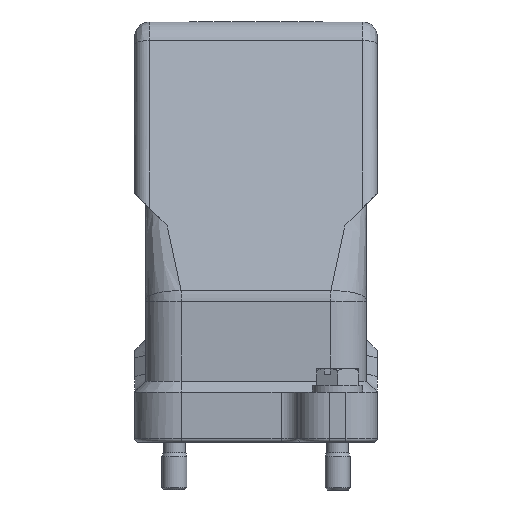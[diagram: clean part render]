
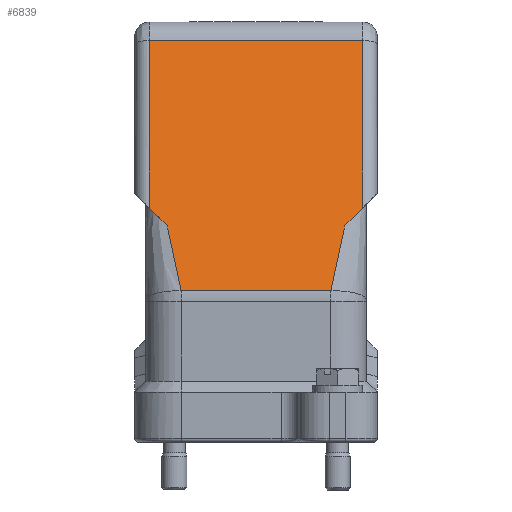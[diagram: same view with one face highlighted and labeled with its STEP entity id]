
A CAD part, left-side view. The second image highlights one B-rep face of the part: STEP entity #6839.
In plain terms, the highlighted planar face has unit normal (-0.966, 0, 0.259).
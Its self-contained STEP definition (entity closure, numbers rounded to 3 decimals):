
#5210=FACE_OUTER_BOUND('',#8333,.T.);
#6839=ADVANCED_FACE('',(#5210),#7563,.T.);
#7563=PLANE('',#18721);
#8333=EDGE_LOOP('',(#9739,#9740,#9741,#9742,#9743,#9744,#9745,#9746));
#9739=ORIENTED_EDGE('',*,*,#14883,.T.);
#9740=ORIENTED_EDGE('',*,*,#14902,.T.);
#9741=ORIENTED_EDGE('',*,*,#14898,.T.);
#9742=ORIENTED_EDGE('',*,*,#14896,.T.);
#9743=ORIENTED_EDGE('',*,*,#14889,.F.);
#9744=ORIENTED_EDGE('',*,*,#14903,.T.);
#9745=ORIENTED_EDGE('',*,*,#14904,.F.);
#9746=ORIENTED_EDGE('',*,*,#14879,.F.);
#13508=VERTEX_POINT('',#24743);
#13509=VERTEX_POINT('',#24745);
#13510=VERTEX_POINT('',#24775);
#13513=VERTEX_POINT('',#24802);
#13515=VERTEX_POINT('',#24805);
#13520=VERTEX_POINT('',#24837);
#13521=VERTEX_POINT('',#24895);
#13523=VERTEX_POINT('',#24938);
#14879=EDGE_CURVE('',#13508,#13509,#16635,.T.);
#14883=EDGE_CURVE('',#13508,#13510,#16636,.T.);
#14889=EDGE_CURVE('',#13513,#13515,#16639,.T.);
#14896=EDGE_CURVE('',#13520,#13515,#16642,.T.);
#14898=EDGE_CURVE('',#13521,#13520,#16643,.T.);
#14902=EDGE_CURVE('',#13510,#13521,#16645,.T.);
#14903=EDGE_CURVE('',#13513,#13523,#16646,.T.);
#14904=EDGE_CURVE('',#13509,#13523,#16647,.T.);
#16635=LINE('',#24744,#17675);
#16636=LINE('',#24776,#17676);
#16639=LINE('',#24804,#17679);
#16642=LINE('',#24836,#17682);
#16643=LINE('',#24894,#17683);
#16645=LINE('',#24935,#17685);
#16646=LINE('',#24937,#17686);
#16647=LINE('',#24939,#17687);
#17675=VECTOR('',#19999,1.);
#17676=VECTOR('',#20006,1.);
#17679=VECTOR('',#20019,1.);
#17682=VECTOR('',#20030,1.);
#17683=VECTOR('',#20031,1.);
#17685=VECTOR('',#20035,1.);
#17686=VECTOR('',#20038,1.);
#17687=VECTOR('',#20039,1.);
#18721=AXIS2_PLACEMENT_3D('',#24940,#20040,#20041);
#19999=DIRECTION('',(-0.259,0.,-0.966));
#20006=DIRECTION('',(0.,1.,0.));
#20019=DIRECTION('',(0.,1.,0.));
#20030=DIRECTION('',(-0.253,-0.204,-0.946));
#20031=DIRECTION('',(-0.186,-0.695,-0.695));
#20035=DIRECTION('',(-0.259,0.,-0.966));
#20038=DIRECTION('',(0.253,-0.204,0.946));
#20039=DIRECTION('',(-0.186,0.695,-0.695));
#20040=DIRECTION('',(-0.966,0.,0.259));
#20041=DIRECTION('',(0.259,0.,0.966));
#24743=CARTESIAN_POINT('',(-28.641,-25.5,96.053));
#24744=CARTESIAN_POINT('',(-28.641,-25.5,96.053));
#24745=CARTESIAN_POINT('',(-39.373,-25.5,56.));
#24775=CARTESIAN_POINT('',(-28.641,25.5,96.053));
#24776=CARTESIAN_POINT('',(-28.641,-25.5,96.053));
#24802=CARTESIAN_POINT('',(-44.659,-17.9,36.272));
#24804=CARTESIAN_POINT('',(-44.659,-17.9,36.272));
#24805=CARTESIAN_POINT('',(-44.659,17.9,36.272));
#24836=CARTESIAN_POINT('',(-40.518,21.227,51.727));
#24837=CARTESIAN_POINT('',(-40.518,21.227,51.727));
#24894=CARTESIAN_POINT('',(-39.373,25.5,56.));
#24895=CARTESIAN_POINT('',(-39.373,25.5,56.));
#24935=CARTESIAN_POINT('',(-28.641,25.5,96.053));
#24937=CARTESIAN_POINT('',(-44.659,-17.9,36.272));
#24938=CARTESIAN_POINT('',(-40.518,-21.227,51.727));
#24939=CARTESIAN_POINT('',(-39.373,-25.5,56.));
#24940=CARTESIAN_POINT('',(-45.46,-28.05,33.283));
